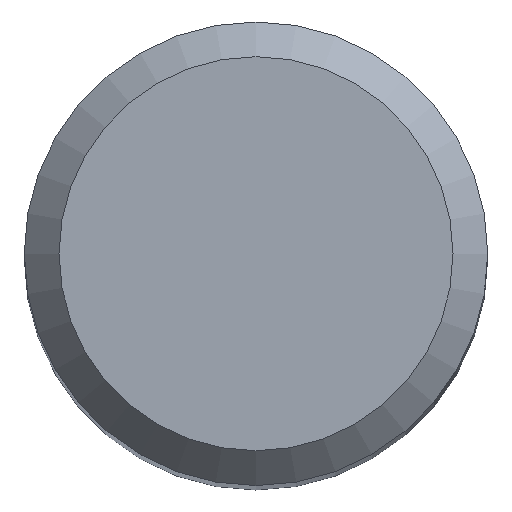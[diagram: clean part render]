
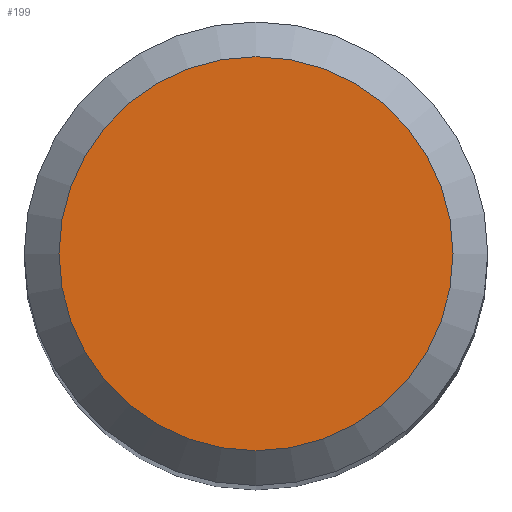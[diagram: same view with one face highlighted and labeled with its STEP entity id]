
A CAD part, top view. The second image highlights one B-rep face of the part: STEP entity #199.
In plain terms, the highlighted planar face has unit normal (0, 0, 1).
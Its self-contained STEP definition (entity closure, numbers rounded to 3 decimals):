
#8 = CIRCLE ( 'NONE', #151, 3.4 ) ;
#9 = PLANE ( 'NONE',  #13 ) ;
#13 = AXIS2_PLACEMENT_3D ( 'NONE', #195, #68, #144 ) ;
#31 = CARTESIAN_POINT ( 'NONE',  ( 0., 0., 80. ) ) ;
#47 = EDGE_CURVE ( 'NONE', #106, #106, #8, .T. ) ;
#68 = DIRECTION ( 'NONE',  ( 0., 0., -1. ) ) ;
#106 = VERTEX_POINT ( 'NONE', #175 ) ;
#144 = DIRECTION ( 'NONE',  ( 0., 1., 0. ) ) ;
#147 = ORIENTED_EDGE ( 'NONE', *, *, #47, .F. ) ;
#151 = AXIS2_PLACEMENT_3D ( 'NONE', #31, #218, #182 ) ;
#157 = FACE_OUTER_BOUND ( 'NONE', #174, .T. ) ;
#174 = EDGE_LOOP ( 'NONE', ( #147 ) ) ;
#175 = CARTESIAN_POINT ( 'NONE',  ( 0., 3.4, 80. ) ) ;
#182 = DIRECTION ( 'NONE',  ( 0., 1., 0. ) ) ;
#195 = CARTESIAN_POINT ( 'NONE',  ( 0., 0., 80. ) ) ;
#199 = ADVANCED_FACE ( 'NONE', ( #157 ), #9, .F. ) ;
#218 = DIRECTION ( 'NONE',  ( 0., 0., -1. ) ) ;
